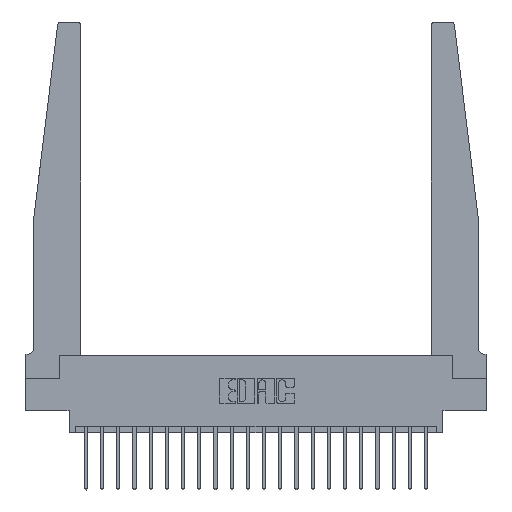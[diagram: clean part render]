
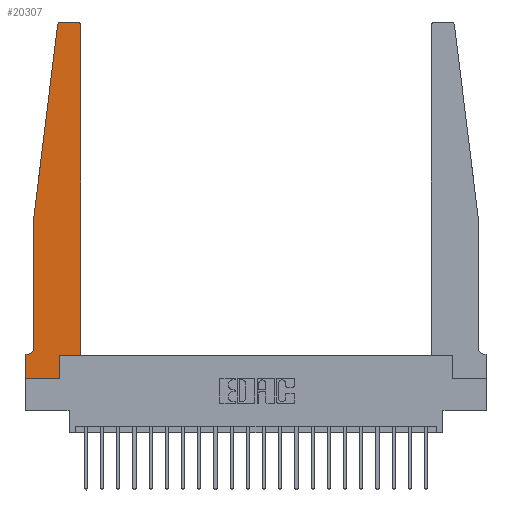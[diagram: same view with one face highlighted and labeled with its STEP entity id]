
A CAD part, top view. The second image highlights one B-rep face of the part: STEP entity #20307.
In plain terms, the highlighted planar face has unit normal (0, 0, 1).
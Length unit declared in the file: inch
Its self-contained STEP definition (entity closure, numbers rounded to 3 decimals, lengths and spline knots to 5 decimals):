
#577 = CARTESIAN_POINT ( 'NONE',  ( 0., 0., 0.37 ) ) ;
#622 = DIRECTION ( 'NONE',  ( 0., 1., 0. ) ) ;
#639 = EDGE_CURVE ( 'NONE', #1626, #5319, #5781, .T. ) ;
#906 = CARTESIAN_POINT ( 'NONE',  ( 0.425, 2.72, 0.37 ) ) ;
#974 = VECTOR ( 'NONE', #16106, 39.37008 ) ;
#1074 = DIRECTION ( 'NONE',  ( 1., 0., 0. ) ) ;
#1376 = VERTEX_POINT ( 'NONE', #5456 ) ;
#1601 = VERTEX_POINT ( 'NONE', #13052 ) ;
#1626 = VERTEX_POINT ( 'NONE', #13128 ) ;
#1838 = VECTOR ( 'NONE', #19044, 39.37008 ) ;
#2228 = CIRCLE ( 'NONE', #21247, 0.05 ) ;
#3120 = AXIS2_PLACEMENT_3D ( 'NONE', #7240, #19240, #8983 ) ;
#3439 = EDGE_CURVE ( 'NONE', #5991, #5101, #7024, .T. ) ;
#3515 = LINE ( 'NONE', #17603, #17141 ) ;
#3528 = EDGE_CURVE ( 'NONE', #1601, #11312, #5431, .T. ) ;
#3699 = ORIENTED_EDGE ( 'NONE', *, *, #20166, .T. ) ;
#3791 = CARTESIAN_POINT ( 'NONE',  ( 0.015, 0.2375, 0.37 ) ) ;
#3894 = CARTESIAN_POINT ( 'NONE',  ( 0.395, 2.72, 0.37 ) ) ;
#3998 = ORIENTED_EDGE ( 'NONE', *, *, #17135, .T. ) ;
#4137 = CARTESIAN_POINT ( 'NONE',  ( 0.065, 1.25, 0.37 ) ) ;
#4173 = EDGE_CURVE ( 'NONE', #15531, #1376, #16934, .T. ) ;
#4387 = VECTOR ( 'NONE', #20070, 39.37008 ) ;
#4712 = EDGE_CURVE ( 'NONE', #11312, #1626, #2228, .T. ) ;
#4886 = ORIENTED_EDGE ( 'NONE', *, *, #5352, .T. ) ;
#5089 = DIRECTION ( 'NONE',  ( -1., 0., 0. ) ) ;
#5101 = VERTEX_POINT ( 'NONE', #17010 ) ;
#5319 = VERTEX_POINT ( 'NONE', #7246 ) ;
#5352 = EDGE_CURVE ( 'NONE', #9474, #15531, #3515, .T. ) ;
#5431 = LINE ( 'NONE', #4137, #974 ) ;
#5456 = CARTESIAN_POINT ( 'NONE',  ( 0.395, 2.75, 0.37 ) ) ;
#5481 = DIRECTION ( 'NONE',  ( 1., 0., 0. ) ) ;
#5494 = DIRECTION ( 'NONE',  ( -1., 0., 0. ) ) ;
#5570 = CARTESIAN_POINT ( 'NONE',  ( 0., 0., 0.37 ) ) ;
#5583 = DIRECTION ( 'NONE',  ( 1., 0., 0. ) ) ;
#5657 = AXIS2_PLACEMENT_3D ( 'NONE', #3894, #15848, #5583 ) ;
#5781 = LINE ( 'NONE', #7037, #1838 ) ;
#5991 = VERTEX_POINT ( 'NONE', #15781 ) ;
#6403 = CARTESIAN_POINT ( 'NONE',  ( 0.2605, 0.18, 0.37 ) ) ;
#7024 = CIRCLE ( 'NONE', #3120, 0.03 ) ;
#7037 = CARTESIAN_POINT ( 'NONE',  ( 0.065, 0.1875, 0.37 ) ) ;
#7240 = CARTESIAN_POINT ( 'NONE',  ( 0.27653, 2.72, 0.37 ) ) ;
#7246 = CARTESIAN_POINT ( 'NONE',  ( 0., 0.1875, 0.37 ) ) ;
#7309 = EDGE_LOOP ( 'NONE', ( #3998, #20738, #16052, #16654, #18169, #12200, #11789, #21903, #3699, #20660, #4886, #15030 ) ) ;
#7535 = VECTOR ( 'NONE', #5481, 39.37008 ) ;
#7785 = CARTESIAN_POINT ( 'NONE',  ( 0., 0.1875, 0.37 ) ) ;
#8771 = CARTESIAN_POINT ( 'NONE',  ( 0.2605, 0.18, 0.37 ) ) ;
#8970 = EDGE_CURVE ( 'NONE', #5319, #13907, #17394, .T. ) ;
#8983 = DIRECTION ( 'NONE',  ( 1., 0., 0. ) ) ;
#9474 = VERTEX_POINT ( 'NONE', #12268 ) ;
#10471 = FACE_OUTER_BOUND ( 'NONE', #7309, .T. ) ;
#10508 = DIRECTION ( 'NONE',  ( 0., 1., 0. ) ) ;
#10641 = VERTEX_POINT ( 'NONE', #15424 ) ;
#10687 = AXIS2_PLACEMENT_3D ( 'NONE', #7785, #11275, #1074 ) ;
#11275 = DIRECTION ( 'NONE',  ( 0., 0., 1. ) ) ;
#11285 = VECTOR ( 'NONE', #17628, 39.37008 ) ;
#11312 = VERTEX_POINT ( 'NONE', #17401 ) ;
#11789 = ORIENTED_EDGE ( 'NONE', *, *, #8970, .T. ) ;
#12200 = ORIENTED_EDGE ( 'NONE', *, *, #639, .T. ) ;
#12220 = DIRECTION ( 'NONE',  ( 0., -1., 0. ) ) ;
#12268 = CARTESIAN_POINT ( 'NONE',  ( 0.425, 0.18, 0.37 ) ) ;
#12344 = VECTOR ( 'NONE', #12220, 39.37008 ) ;
#12683 = LINE ( 'NONE', #14049, #7535 ) ;
#12886 = LINE ( 'NONE', #8771, #21637 ) ;
#13052 = CARTESIAN_POINT ( 'NONE',  ( 0.065, 1.25, 0.37 ) ) ;
#13128 = CARTESIAN_POINT ( 'NONE',  ( 0.015, 0.1875, 0.37 ) ) ;
#13907 = VERTEX_POINT ( 'NONE', #5570 ) ;
#13913 = EDGE_CURVE ( 'NONE', #13907, #10641, #15280, .T. ) ;
#14049 = CARTESIAN_POINT ( 'NONE',  ( 0.425, 0.18, 0.37 ) ) ;
#14495 = PLANE ( 'NONE',  #10687 ) ;
#15030 = ORIENTED_EDGE ( 'NONE', *, *, #4173, .T. ) ;
#15280 = LINE ( 'NONE', #577, #11285 ) ;
#15368 = CARTESIAN_POINT ( 'NONE',  ( 0.25, 2.75, 0.37 ) ) ;
#15424 = CARTESIAN_POINT ( 'NONE',  ( 0.2605, 0., 0.37 ) ) ;
#15531 = VERTEX_POINT ( 'NONE', #906 ) ;
#15752 = DIRECTION ( 'NONE',  ( 0., 0., -1. ) ) ;
#15781 = CARTESIAN_POINT ( 'NONE',  ( 0.27653, 2.75, 0.37 ) ) ;
#15848 = DIRECTION ( 'NONE',  ( 0., 0., 1. ) ) ;
#16052 = ORIENTED_EDGE ( 'NONE', *, *, #18194, .T. ) ;
#16106 = DIRECTION ( 'NONE',  ( 0., -1., 0. ) ) ;
#16654 = ORIENTED_EDGE ( 'NONE', *, *, #3528, .T. ) ;
#16934 = CIRCLE ( 'NONE', #5657, 0.03 ) ;
#17010 = CARTESIAN_POINT ( 'NONE',  ( 0.24675, 2.72367, 0.37 ) ) ;
#17135 = EDGE_CURVE ( 'NONE', #1376, #5991, #20186, .T. ) ;
#17141 = VECTOR ( 'NONE', #622, 39.37008 ) ;
#17394 = LINE ( 'NONE', #20680, #12344 ) ;
#17401 = CARTESIAN_POINT ( 'NONE',  ( 0.065, 0.2375, 0.37 ) ) ;
#17601 = VERTEX_POINT ( 'NONE', #6403 ) ;
#17603 = CARTESIAN_POINT ( 'NONE',  ( 0.425, 0.18, 0.37 ) ) ;
#17628 = DIRECTION ( 'NONE',  ( 1., 0., 0. ) ) ;
#18028 = LINE ( 'NONE', #18378, #4387 ) ;
#18169 = ORIENTED_EDGE ( 'NONE', *, *, #4712, .T. ) ;
#18194 = EDGE_CURVE ( 'NONE', #5101, #1601, #18028, .T. ) ;
#18378 = CARTESIAN_POINT ( 'NONE',  ( 0.065, 1.25, 0.37 ) ) ;
#18490 = EDGE_CURVE ( 'NONE', #17601, #9474, #12683, .T. ) ;
#19044 = DIRECTION ( 'NONE',  ( -1., 0., 0. ) ) ;
#19240 = DIRECTION ( 'NONE',  ( 0., 0., 1. ) ) ;
#19685 = VECTOR ( 'NONE', #5089, 39.37008 ) ;
#20070 = DIRECTION ( 'NONE',  ( -0.122, -0.992, 0. ) ) ;
#20166 = EDGE_CURVE ( 'NONE', #10641, #17601, #12886, .T. ) ;
#20186 = LINE ( 'NONE', #15368, #19685 ) ;
#20307 = ADVANCED_FACE ( 'NONE', ( #10471 ), #14495, .T. ) ;
#20660 = ORIENTED_EDGE ( 'NONE', *, *, #18490, .T. ) ;
#20680 = CARTESIAN_POINT ( 'NONE',  ( 0., 0., 0.37 ) ) ;
#20738 = ORIENTED_EDGE ( 'NONE', *, *, #3439, .T. ) ;
#21247 = AXIS2_PLACEMENT_3D ( 'NONE', #3791, #15752, #5494 ) ;
#21637 = VECTOR ( 'NONE', #10508, 39.37008 ) ;
#21903 = ORIENTED_EDGE ( 'NONE', *, *, #13913, .T. ) ;
